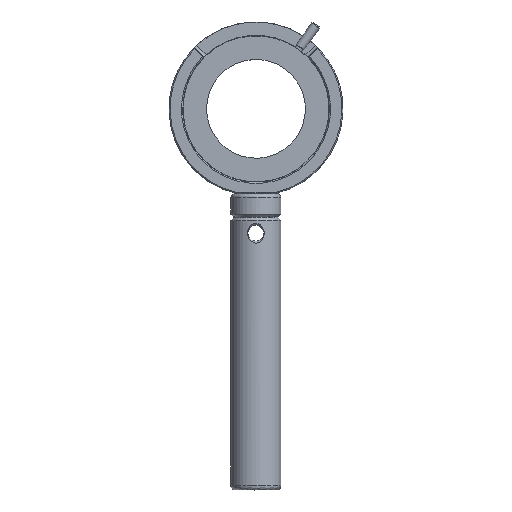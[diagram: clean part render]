
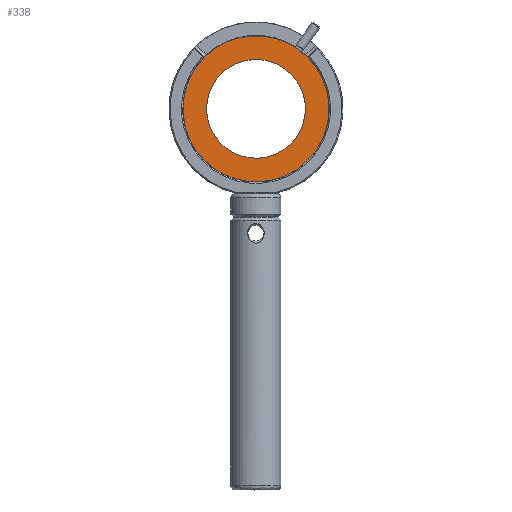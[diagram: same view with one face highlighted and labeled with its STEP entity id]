
A CAD part, top view. The second image highlights one B-rep face of the part: STEP entity #338.
In plain terms, the highlighted planar face has unit normal (0, 0, 1).
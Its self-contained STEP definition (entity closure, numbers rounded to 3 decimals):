
#27 = EDGE_LOOP ( 'NONE', ( #5611 ) ) ;
#338 = ADVANCED_FACE ( 'NONE', ( #672, #2000 ), #5211, .T. ) ;
#672 = FACE_OUTER_BOUND ( 'NONE', #27, .T. ) ;
#1306 = CIRCLE ( 'NONE', #2211, 18.5 ) ;
#1648 = CIRCLE ( 'NONE', #5627, 12.5 ) ;
#1794 = VERTEX_POINT ( 'NONE', #3961 ) ;
#2000 = FACE_BOUND ( 'NONE', #6050, .T. ) ;
#2211 = AXIS2_PLACEMENT_3D ( 'NONE', #3835, #3300, #5134 ) ;
#2322 = CARTESIAN_POINT ( 'NONE',  ( -10.129, 66.274, 2.06 ) ) ;
#2526 = DIRECTION ( 'NONE',  ( 0., 0., 1. ) ) ;
#3300 = DIRECTION ( 'NONE',  ( 0., 0., 1. ) ) ;
#3387 = EDGE_CURVE ( 'NONE', #6139, #6139, #1648, .T. ) ;
#3558 = EDGE_CURVE ( 'NONE', #1794, #1794, #1306, .T. ) ;
#3689 = DIRECTION ( 'NONE',  ( 0., 0., -1. ) ) ;
#3835 = CARTESIAN_POINT ( 'NONE',  ( 0.036, 59., 2.06 ) ) ;
#3884 = ORIENTED_EDGE ( 'NONE', *, *, #3387, .T. ) ;
#3961 = CARTESIAN_POINT ( 'NONE',  ( -15.008, 69.766, 2.06 ) ) ;
#4715 = CARTESIAN_POINT ( 'NONE',  ( 0.036, 59., 2.06 ) ) ;
#4740 = CARTESIAN_POINT ( 'NONE',  ( 0.036, 59., 2.06 ) ) ;
#5134 = DIRECTION ( 'NONE',  ( -0.813, 0.582, 0. ) ) ;
#5179 = DIRECTION ( 'NONE',  ( 0.813, -0.582, 0. ) ) ;
#5211 = PLANE ( 'NONE',  #6639 ) ;
#5611 = ORIENTED_EDGE ( 'NONE', *, *, #3558, .T. ) ;
#5627 = AXIS2_PLACEMENT_3D ( 'NONE', #4715, #3689, #6895 ) ;
#6050 = EDGE_LOOP ( 'NONE', ( #3884 ) ) ;
#6139 = VERTEX_POINT ( 'NONE', #2322 ) ;
#6639 = AXIS2_PLACEMENT_3D ( 'NONE', #4740, #2526, #5179 ) ;
#6895 = DIRECTION ( 'NONE',  ( -0.813, 0.582, 0. ) ) ;
